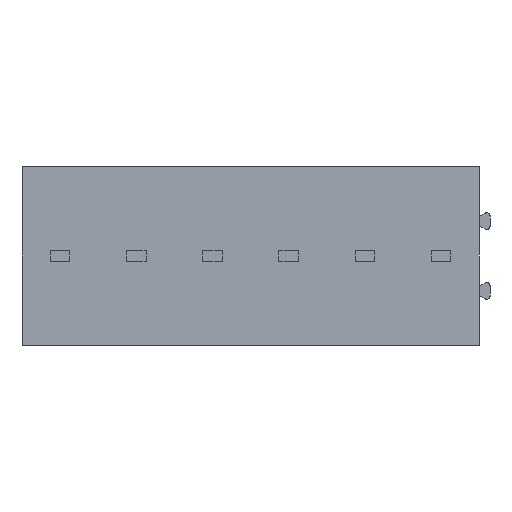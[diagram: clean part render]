
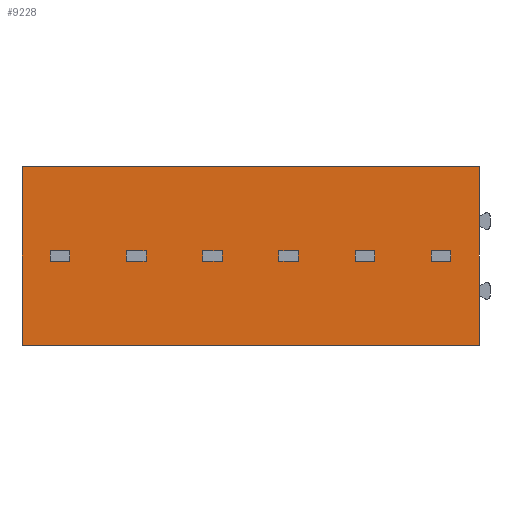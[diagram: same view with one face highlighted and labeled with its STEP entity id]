
A CAD part, front view. The second image highlights one B-rep face of the part: STEP entity #9228.
In plain terms, the highlighted planar face has unit normal (0, -1, 0).
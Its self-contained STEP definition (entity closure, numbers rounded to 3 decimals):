
#200=DIRECTION('',(0.,0.,1.));
#201=VECTOR('',#200,8.2);
#202=CARTESIAN_POINT('',(10.5,-6.3,-8.2));
#203=LINE('',#202,#201);
#228=DIRECTION('',(-1.,0.,0.));
#229=VECTOR('',#228,21.);
#230=CARTESIAN_POINT('',(10.5,-6.3,0.));
#231=LINE('',#230,#229);
#340=DIRECTION('',(-1.,0.,0.));
#341=VECTOR('',#340,21.);
#342=CARTESIAN_POINT('',(10.5,-6.3,-8.2));
#343=LINE('',#342,#341);
#344=DIRECTION('',(0.,0.,1.));
#345=VECTOR('',#344,0.5);
#346=CARTESIAN_POINT('',(9.2,-6.3,-4.35));
#347=LINE('',#346,#345);
#348=DIRECTION('',(-1.,0.,0.));
#349=VECTOR('',#348,0.9);
#350=CARTESIAN_POINT('',(9.2,-6.3,-3.85));
#351=LINE('',#350,#349);
#352=DIRECTION('',(0.,0.,-1.));
#353=VECTOR('',#352,0.5);
#354=CARTESIAN_POINT('',(8.3,-6.3,-3.85));
#355=LINE('',#354,#353);
#356=DIRECTION('',(1.,0.,0.));
#357=VECTOR('',#356,0.9);
#358=CARTESIAN_POINT('',(8.3,-6.3,-4.35));
#359=LINE('',#358,#357);
#360=DIRECTION('',(0.,0.,1.));
#361=VECTOR('',#360,0.5);
#362=CARTESIAN_POINT('',(5.7,-6.3,-4.35));
#363=LINE('',#362,#361);
#364=DIRECTION('',(-1.,0.,0.));
#365=VECTOR('',#364,0.9);
#366=CARTESIAN_POINT('',(5.7,-6.3,-3.85));
#367=LINE('',#366,#365);
#368=DIRECTION('',(0.,0.,-1.));
#369=VECTOR('',#368,0.5);
#370=CARTESIAN_POINT('',(4.8,-6.3,-3.85));
#371=LINE('',#370,#369);
#372=DIRECTION('',(1.,0.,0.));
#373=VECTOR('',#372,0.9);
#374=CARTESIAN_POINT('',(4.8,-6.3,-4.35));
#375=LINE('',#374,#373);
#376=DIRECTION('',(0.,0.,1.));
#377=VECTOR('',#376,0.5);
#378=CARTESIAN_POINT('',(2.2,-6.3,-4.35));
#379=LINE('',#378,#377);
#380=DIRECTION('',(-1.,0.,0.));
#381=VECTOR('',#380,0.9);
#382=CARTESIAN_POINT('',(2.2,-6.3,-3.85));
#383=LINE('',#382,#381);
#384=DIRECTION('',(0.,0.,-1.));
#385=VECTOR('',#384,0.5);
#386=CARTESIAN_POINT('',(1.3,-6.3,-3.85));
#387=LINE('',#386,#385);
#388=DIRECTION('',(1.,0.,0.));
#389=VECTOR('',#388,0.9);
#390=CARTESIAN_POINT('',(1.3,-6.3,-4.35));
#391=LINE('',#390,#389);
#392=DIRECTION('',(0.,0.,1.));
#393=VECTOR('',#392,0.5);
#394=CARTESIAN_POINT('',(-1.3,-6.3,-4.35));
#395=LINE('',#394,#393);
#396=DIRECTION('',(-1.,0.,0.));
#397=VECTOR('',#396,0.9);
#398=CARTESIAN_POINT('',(-1.3,-6.3,-3.85));
#399=LINE('',#398,#397);
#400=DIRECTION('',(0.,0.,-1.));
#401=VECTOR('',#400,0.5);
#402=CARTESIAN_POINT('',(-2.2,-6.3,-3.85));
#403=LINE('',#402,#401);
#404=DIRECTION('',(1.,0.,0.));
#405=VECTOR('',#404,0.9);
#406=CARTESIAN_POINT('',(-2.2,-6.3,-4.35));
#407=LINE('',#406,#405);
#408=DIRECTION('',(0.,0.,1.));
#409=VECTOR('',#408,0.5);
#410=CARTESIAN_POINT('',(-4.8,-6.3,-4.35));
#411=LINE('',#410,#409);
#412=DIRECTION('',(-1.,0.,0.));
#413=VECTOR('',#412,0.9);
#414=CARTESIAN_POINT('',(-4.8,-6.3,-3.85));
#415=LINE('',#414,#413);
#416=DIRECTION('',(0.,0.,-1.));
#417=VECTOR('',#416,0.5);
#418=CARTESIAN_POINT('',(-5.7,-6.3,-3.85));
#419=LINE('',#418,#417);
#420=DIRECTION('',(1.,0.,0.));
#421=VECTOR('',#420,0.9);
#422=CARTESIAN_POINT('',(-5.7,-6.3,-4.35));
#423=LINE('',#422,#421);
#424=DIRECTION('',(0.,0.,1.));
#425=VECTOR('',#424,0.5);
#426=CARTESIAN_POINT('',(-8.3,-6.3,-4.35));
#427=LINE('',#426,#425);
#428=DIRECTION('',(-1.,0.,0.));
#429=VECTOR('',#428,0.9);
#430=CARTESIAN_POINT('',(-8.3,-6.3,-3.85));
#431=LINE('',#430,#429);
#432=DIRECTION('',(0.,0.,-1.));
#433=VECTOR('',#432,0.5);
#434=CARTESIAN_POINT('',(-9.2,-6.3,-3.85));
#435=LINE('',#434,#433);
#436=DIRECTION('',(1.,0.,0.));
#437=VECTOR('',#436,0.9);
#438=CARTESIAN_POINT('',(-9.2,-6.3,-4.35));
#439=LINE('',#438,#437);
#2321=DIRECTION('',(0.,0.,1.));
#2322=VECTOR('',#2321,8.2);
#2323=CARTESIAN_POINT('',(-10.5,-6.3,-8.2));
#2324=LINE('',#2323,#2322);
#7498=CARTESIAN_POINT('',(10.5,-6.3,-8.2));
#7499=CARTESIAN_POINT('',(10.5,-6.3,0.));
#7500=VERTEX_POINT('',#7498);
#7501=VERTEX_POINT('',#7499);
#7506=CARTESIAN_POINT('',(-10.5,-6.3,-8.2));
#7507=CARTESIAN_POINT('',(-10.5,-6.3,0.));
#7508=VERTEX_POINT('',#7506);
#7509=VERTEX_POINT('',#7507);
#7722=CARTESIAN_POINT('',(9.2,-6.3,-4.35));
#7723=VERTEX_POINT('',#7722);
#7724=CARTESIAN_POINT('',(9.2,-6.3,-3.85));
#7725=VERTEX_POINT('',#7724);
#7726=CARTESIAN_POINT('',(8.3,-6.3,-3.85));
#7727=VERTEX_POINT('',#7726);
#7728=CARTESIAN_POINT('',(8.3,-6.3,-4.35));
#7729=VERTEX_POINT('',#7728);
#8001=CARTESIAN_POINT('',(5.7,-6.3,-4.35));
#8002=VERTEX_POINT('',#8001);
#8003=CARTESIAN_POINT('',(5.7,-6.3,-3.85));
#8004=VERTEX_POINT('',#8003);
#8005=CARTESIAN_POINT('',(4.8,-6.3,-3.85));
#8006=VERTEX_POINT('',#8005);
#8007=CARTESIAN_POINT('',(4.8,-6.3,-4.35));
#8008=VERTEX_POINT('',#8007);
#8117=CARTESIAN_POINT('',(2.2,-6.3,-4.35));
#8118=VERTEX_POINT('',#8117);
#8119=CARTESIAN_POINT('',(2.2,-6.3,-3.85));
#8120=VERTEX_POINT('',#8119);
#8121=CARTESIAN_POINT('',(1.3,-6.3,-3.85));
#8122=VERTEX_POINT('',#8121);
#8123=CARTESIAN_POINT('',(1.3,-6.3,-4.35));
#8124=VERTEX_POINT('',#8123);
#8233=CARTESIAN_POINT('',(-1.3,-6.3,-4.35));
#8234=VERTEX_POINT('',#8233);
#8235=CARTESIAN_POINT('',(-1.3,-6.3,-3.85));
#8236=VERTEX_POINT('',#8235);
#8237=CARTESIAN_POINT('',(-2.2,-6.3,-3.85));
#8238=VERTEX_POINT('',#8237);
#8239=CARTESIAN_POINT('',(-2.2,-6.3,-4.35));
#8240=VERTEX_POINT('',#8239);
#8632=CARTESIAN_POINT('',(-4.8,-6.3,-4.35));
#8633=VERTEX_POINT('',#8632);
#8634=CARTESIAN_POINT('',(-4.8,-6.3,-3.85));
#8635=VERTEX_POINT('',#8634);
#8636=CARTESIAN_POINT('',(-5.7,-6.3,-3.85));
#8637=VERTEX_POINT('',#8636);
#8638=CARTESIAN_POINT('',(-5.7,-6.3,-4.35));
#8639=VERTEX_POINT('',#8638);
#8857=CARTESIAN_POINT('',(-8.3,-6.3,-4.35));
#8858=VERTEX_POINT('',#8857);
#8859=CARTESIAN_POINT('',(-8.3,-6.3,-3.85));
#8860=VERTEX_POINT('',#8859);
#8861=CARTESIAN_POINT('',(-9.2,-6.3,-3.85));
#8862=VERTEX_POINT('',#8861);
#8863=CARTESIAN_POINT('',(-9.2,-6.3,-4.35));
#8864=VERTEX_POINT('',#8863);
#9155=CARTESIAN_POINT('',(10.5,-6.3,-8.2));
#9156=DIRECTION('',(0.,-1.,0.));
#9157=DIRECTION('',(0.,0.,1.));
#9158=AXIS2_PLACEMENT_3D('',#9155,#9156,#9157);
#9159=PLANE('',#9158);
#9160=ORIENTED_EDGE('',*,*,#9027,.F.);
#9162=ORIENTED_EDGE('',*,*,#9161,.T.);
#9164=ORIENTED_EDGE('',*,*,#9163,.T.);
#9165=ORIENTED_EDGE('',*,*,#9087,.F.);
#9166=EDGE_LOOP('',(#9160,#9162,#9164,#9165));
#9167=FACE_OUTER_BOUND('',#9166,.F.);
#9169=ORIENTED_EDGE('',*,*,#9168,.T.);
#9171=ORIENTED_EDGE('',*,*,#9170,.T.);
#9173=ORIENTED_EDGE('',*,*,#9172,.T.);
#9175=ORIENTED_EDGE('',*,*,#9174,.T.);
#9176=EDGE_LOOP('',(#9169,#9171,#9173,#9175));
#9177=FACE_BOUND('',#9176,.F.);
#9179=ORIENTED_EDGE('',*,*,#9178,.T.);
#9181=ORIENTED_EDGE('',*,*,#9180,.T.);
#9183=ORIENTED_EDGE('',*,*,#9182,.T.);
#9185=ORIENTED_EDGE('',*,*,#9184,.T.);
#9186=EDGE_LOOP('',(#9179,#9181,#9183,#9185));
#9187=FACE_BOUND('',#9186,.F.);
#9189=ORIENTED_EDGE('',*,*,#9188,.T.);
#9191=ORIENTED_EDGE('',*,*,#9190,.T.);
#9193=ORIENTED_EDGE('',*,*,#9192,.T.);
#9195=ORIENTED_EDGE('',*,*,#9194,.T.);
#9196=EDGE_LOOP('',(#9189,#9191,#9193,#9195));
#9197=FACE_BOUND('',#9196,.F.);
#9199=ORIENTED_EDGE('',*,*,#9198,.T.);
#9201=ORIENTED_EDGE('',*,*,#9200,.T.);
#9203=ORIENTED_EDGE('',*,*,#9202,.T.);
#9205=ORIENTED_EDGE('',*,*,#9204,.T.);
#9206=EDGE_LOOP('',(#9199,#9201,#9203,#9205));
#9207=FACE_BOUND('',#9206,.F.);
#9209=ORIENTED_EDGE('',*,*,#9208,.T.);
#9211=ORIENTED_EDGE('',*,*,#9210,.T.);
#9213=ORIENTED_EDGE('',*,*,#9212,.T.);
#9215=ORIENTED_EDGE('',*,*,#9214,.T.);
#9216=EDGE_LOOP('',(#9209,#9211,#9213,#9215));
#9217=FACE_BOUND('',#9216,.F.);
#9219=ORIENTED_EDGE('',*,*,#9218,.T.);
#9221=ORIENTED_EDGE('',*,*,#9220,.T.);
#9223=ORIENTED_EDGE('',*,*,#9222,.T.);
#9225=ORIENTED_EDGE('',*,*,#9224,.T.);
#9226=EDGE_LOOP('',(#9219,#9221,#9223,#9225));
#9227=FACE_BOUND('',#9226,.F.);
#9027=EDGE_CURVE('',#7500,#7501,#203,.T.);
#9087=EDGE_CURVE('',#7501,#7509,#231,.T.);
#9161=EDGE_CURVE('',#7500,#7508,#343,.T.);
#9163=EDGE_CURVE('',#7508,#7509,#2324,.T.);
#9168=EDGE_CURVE('',#7723,#7725,#347,.T.);
#9170=EDGE_CURVE('',#7725,#7727,#351,.T.);
#9172=EDGE_CURVE('',#7727,#7729,#355,.T.);
#9174=EDGE_CURVE('',#7729,#7723,#359,.T.);
#9178=EDGE_CURVE('',#8002,#8004,#363,.T.);
#9180=EDGE_CURVE('',#8004,#8006,#367,.T.);
#9182=EDGE_CURVE('',#8006,#8008,#371,.T.);
#9184=EDGE_CURVE('',#8008,#8002,#375,.T.);
#9188=EDGE_CURVE('',#8118,#8120,#379,.T.);
#9190=EDGE_CURVE('',#8120,#8122,#383,.T.);
#9192=EDGE_CURVE('',#8122,#8124,#387,.T.);
#9194=EDGE_CURVE('',#8124,#8118,#391,.T.);
#9198=EDGE_CURVE('',#8234,#8236,#395,.T.);
#9200=EDGE_CURVE('',#8236,#8238,#399,.T.);
#9202=EDGE_CURVE('',#8238,#8240,#403,.T.);
#9204=EDGE_CURVE('',#8240,#8234,#407,.T.);
#9208=EDGE_CURVE('',#8633,#8635,#411,.T.);
#9210=EDGE_CURVE('',#8635,#8637,#415,.T.);
#9212=EDGE_CURVE('',#8637,#8639,#419,.T.);
#9214=EDGE_CURVE('',#8639,#8633,#423,.T.);
#9218=EDGE_CURVE('',#8858,#8860,#427,.T.);
#9220=EDGE_CURVE('',#8860,#8862,#431,.T.);
#9222=EDGE_CURVE('',#8862,#8864,#435,.T.);
#9224=EDGE_CURVE('',#8864,#8858,#439,.T.);
#9228=ADVANCED_FACE('',(#9167,#9177,#9187,#9197,#9207,#9217,#9227),#9159,.T.);
